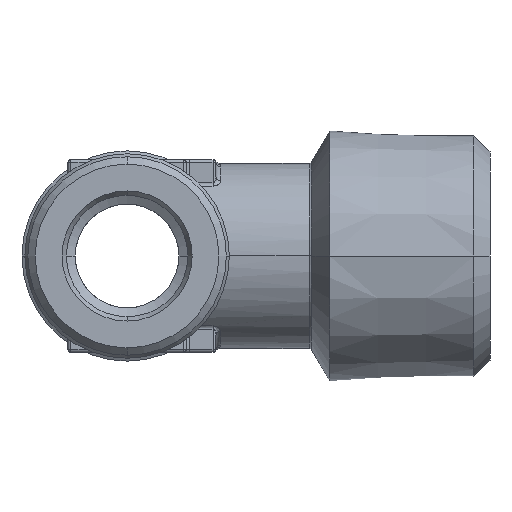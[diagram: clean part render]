
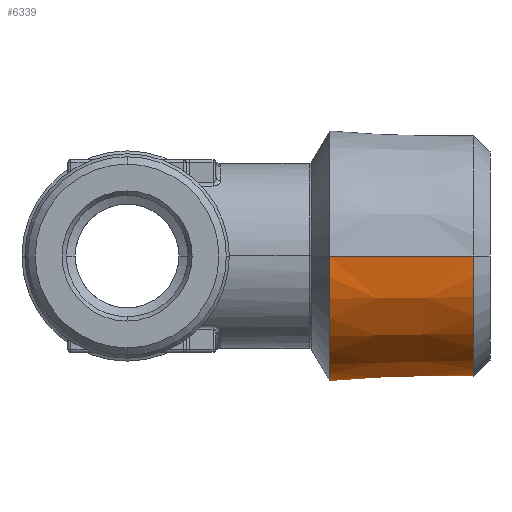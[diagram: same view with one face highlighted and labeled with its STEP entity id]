
A CAD part, left-side view. The second image highlights one B-rep face of the part: STEP entity #6339.
In plain terms, the highlighted conical face has half-angle 1.78 degrees and reference radius 8.286 mm.
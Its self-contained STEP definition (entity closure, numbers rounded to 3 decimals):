
#1765=CARTESIAN_POINT('',(0.,-13.675,0.));
#1766=DIRECTION('',(0.,1.,0.));
#1767=DIRECTION('',(1.,0.,0.));
#1768=AXIS2_PLACEMENT_3D('',#1765,#1766,#1767);
#1775=CARTESIAN_POINT('',(0.,-23.4,0.));
#1776=DIRECTION('',(0.,1.,0.));
#1777=DIRECTION('',(1.,0.,0.));
#1778=AXIS2_PLACEMENT_3D('',#1775,#1776,#1777);
#1780=DIRECTION('',(0.031,1.,0.));
#1781=VECTOR('',#1780,9.729);
#1782=CARTESIAN_POINT('',(8.135,-23.4,0.));
#1783=LINE('',#1782,#1781);
#1789=DIRECTION('',(-0.031,1.,0.));
#1790=VECTOR('',#1789,9.729);
#1791=CARTESIAN_POINT('',(-8.135,-23.4,0.));
#1792=LINE('',#1791,#1790);
#2894=CARTESIAN_POINT('',(8.135,-23.4,0.));
#2895=CARTESIAN_POINT('',(-8.135,-23.4,0.));
#2896=VERTEX_POINT('',#2894);
#2897=VERTEX_POINT('',#2895);
#2902=CARTESIAN_POINT('',(8.438,-13.675,0.));
#2903=VERTEX_POINT('',#2902);
#2904=CARTESIAN_POINT('',(-8.438,-13.675,0.));
#2905=VERTEX_POINT('',#2904);
#6325=CARTESIAN_POINT('',(0.,-18.538,0.));
#6326=DIRECTION('',(0.,1.,0.));
#6327=DIRECTION('',(1.,0.,0.));
#6328=AXIS2_PLACEMENT_3D('',#6325,#6326,#6327);
#6329=CONICAL_SURFACE('',#6328,8.286,1.78);
#6331=ORIENTED_EDGE('',*,*,#6330,.T.);
#6332=ORIENTED_EDGE('',*,*,#6315,.T.);
#6334=ORIENTED_EDGE('',*,*,#6333,.F.);
#6336=ORIENTED_EDGE('',*,*,#6335,.F.);
#6337=EDGE_LOOP('',(#6331,#6332,#6334,#6336));
#6338=FACE_OUTER_BOUND('',#6337,.F.);
#6339=ADVANCED_FACE('',(#6338),#6329,.T.);
#1769=CIRCLE('',#1768,8.438);
#1779=CIRCLE('',#1778,8.135);
#6315=EDGE_CURVE('',#2903,#2905,#1769,.T.);
#6330=EDGE_CURVE('',#2896,#2903,#1783,.T.);
#6333=EDGE_CURVE('',#2897,#2905,#1792,.T.);
#6335=EDGE_CURVE('',#2896,#2897,#1779,.T.);
